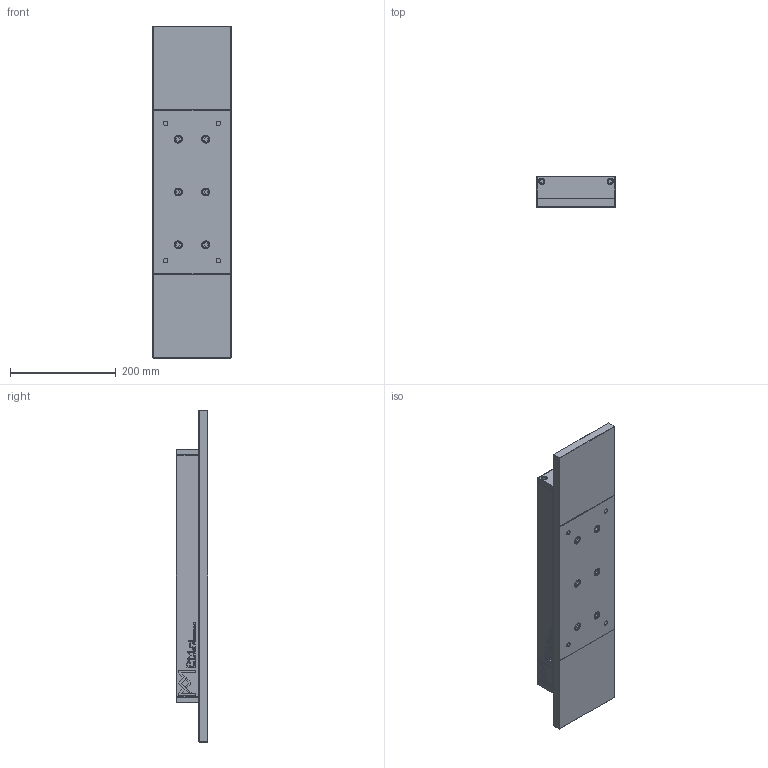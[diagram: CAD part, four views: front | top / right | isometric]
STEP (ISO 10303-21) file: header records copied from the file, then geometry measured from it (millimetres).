
FILE_DESCRIPTION(/* description */ (''),/* implementation_level */ '2;1');
FILE_NAME(/* name */ 'RTNG-9300.stp',/* time_stamp */ '2024-10-01T14:14:26+02:00',/* author */ (''),/* organization */ (''),/* preprocessor_version */ 'ST-DEVELOPER v16.7',/* originating_system */ 'SIEMENS PLM Software NX 12.0',/* authorisation */ '');
FILE_SCHEMA (('AUTOMOTIVE_DESIGN { 1 0 10303 214 3 1 1 1 }'));
Length unit declared in the file: millimetre
Products named in the file (1): RTNG-9300_stp
Bounding box: 148 x 60 x 629 mm (x, y, z)
Volume: 3912032 mm3; surface area: 520524.4 mm2
Topology: 4 solids, 4 shells, 1073 faces, 2709 edges, 1760 vertices
Faces by surface type: plane 722, bspline 180, cylinder 91, cone 48, torus 32
Entity records: 36860 total; most frequent: CARTESIAN_POINT 8027, ORIENTED_EDGE 5418, DIRECTION 4439, EDGE_CURVE 2709, LINE 2047, VECTOR 2047, VERTEX_POINT 1760, EDGE_LOOP 1201
